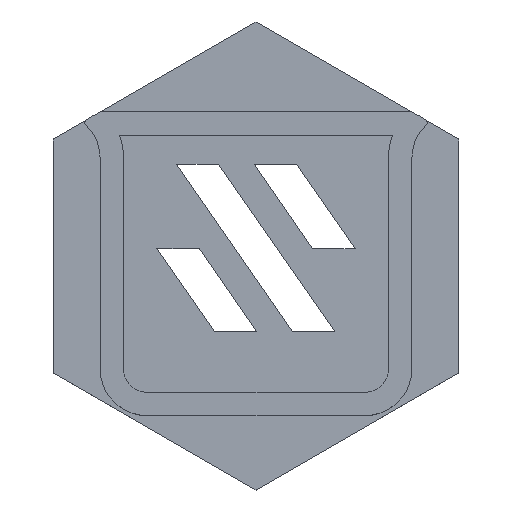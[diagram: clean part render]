
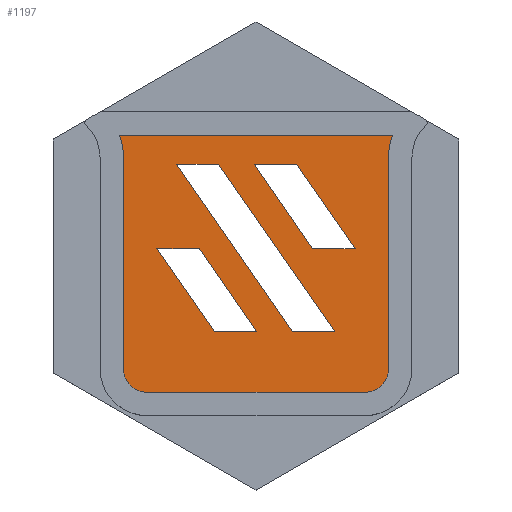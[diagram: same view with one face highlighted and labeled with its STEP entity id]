
A CAD part, top view. The second image highlights one B-rep face of the part: STEP entity #1197.
In plain terms, the highlighted planar face has unit normal (0, 0, 1).
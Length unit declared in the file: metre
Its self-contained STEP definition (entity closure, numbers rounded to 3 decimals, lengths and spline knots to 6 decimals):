
#27=CIRCLE('',#1275,0.0015);
#29=CIRCLE('',#1279,0.0045);
#31=CIRCLE('',#1283,0.0045);
#33=CIRCLE('',#1287,0.0015);
#199=ORIENTED_EDGE('',*,*,#480,.F.);
#200=ORIENTED_EDGE('',*,*,#481,.F.);
#201=ORIENTED_EDGE('',*,*,#482,.F.);
#202=ORIENTED_EDGE('',*,*,#483,.F.);
#203=ORIENTED_EDGE('',*,*,#484,.F.);
#204=ORIENTED_EDGE('',*,*,#485,.F.);
#205=ORIENTED_EDGE('',*,*,#486,.F.);
#206=ORIENTED_EDGE('',*,*,#487,.F.);
#207=ORIENTED_EDGE('',*,*,#488,.F.);
#208=ORIENTED_EDGE('',*,*,#489,.F.);
#209=ORIENTED_EDGE('',*,*,#490,.F.);
#210=ORIENTED_EDGE('',*,*,#491,.F.);
#211=ORIENTED_EDGE('',*,*,#456,.F.);
#212=ORIENTED_EDGE('',*,*,#453,.F.);
#213=ORIENTED_EDGE('',*,*,#450,.T.);
#214=ORIENTED_EDGE('',*,*,#447,.T.);
#215=ORIENTED_EDGE('',*,*,#444,.T.);
#216=ORIENTED_EDGE('',*,*,#441,.T.);
#217=ORIENTED_EDGE('',*,*,#438,.F.);
#218=ORIENTED_EDGE('',*,*,#435,.F.);
#435=EDGE_CURVE('',#598,#599,#702,.T.);
#438=EDGE_CURVE('',#599,#601,#27,.F.);
#441=EDGE_CURVE('',#603,#601,#706,.T.);
#444=EDGE_CURVE('',#605,#603,#29,.F.);
#447=EDGE_CURVE('',#607,#605,#710,.T.);
#450=EDGE_CURVE('',#609,#607,#31,.F.);
#453=EDGE_CURVE('',#609,#611,#714,.T.);
#456=EDGE_CURVE('',#611,#598,#33,.F.);
#480=EDGE_CURVE('',#625,#626,#736,.T.);
#481=EDGE_CURVE('',#627,#625,#737,.T.);
#482=EDGE_CURVE('',#628,#627,#738,.T.);
#483=EDGE_CURVE('',#626,#628,#739,.T.);
#484=EDGE_CURVE('',#629,#630,#740,.T.);
#485=EDGE_CURVE('',#631,#629,#741,.T.);
#486=EDGE_CURVE('',#632,#631,#742,.T.);
#487=EDGE_CURVE('',#630,#632,#743,.T.);
#488=EDGE_CURVE('',#633,#634,#744,.T.);
#489=EDGE_CURVE('',#635,#633,#745,.T.);
#490=EDGE_CURVE('',#636,#635,#746,.T.);
#491=EDGE_CURVE('',#634,#636,#747,.T.);
#598=VERTEX_POINT('',#1756);
#599=VERTEX_POINT('',#1758);
#601=VERTEX_POINT('',#1764);
#603=VERTEX_POINT('',#1770);
#605=VERTEX_POINT('',#1776);
#607=VERTEX_POINT('',#1782);
#609=VERTEX_POINT('',#1788);
#611=VERTEX_POINT('',#1794);
#625=VERTEX_POINT('',#1846);
#626=VERTEX_POINT('',#1847);
#627=VERTEX_POINT('',#1849);
#628=VERTEX_POINT('',#1851);
#629=VERTEX_POINT('',#1854);
#630=VERTEX_POINT('',#1855);
#631=VERTEX_POINT('',#1857);
#632=VERTEX_POINT('',#1859);
#633=VERTEX_POINT('',#1862);
#634=VERTEX_POINT('',#1863);
#635=VERTEX_POINT('',#1865);
#636=VERTEX_POINT('',#1867);
#702=LINE('',#1757,#848);
#706=LINE('',#1769,#852);
#710=LINE('',#1781,#856);
#714=LINE('',#1793,#860);
#736=LINE('',#1845,#882);
#737=LINE('',#1848,#883);
#738=LINE('',#1850,#884);
#739=LINE('',#1852,#885);
#740=LINE('',#1853,#886);
#741=LINE('',#1856,#887);
#742=LINE('',#1858,#888);
#743=LINE('',#1860,#889);
#744=LINE('',#1861,#890);
#745=LINE('',#1864,#891);
#746=LINE('',#1866,#892);
#747=LINE('',#1868,#893);
#848=VECTOR('',#1420,1.);
#852=VECTOR('',#1432,1.);
#856=VECTOR('',#1444,1.);
#860=VECTOR('',#1456,1.);
#882=VECTOR('',#1510,1.);
#883=VECTOR('',#1511,1.);
#884=VECTOR('',#1512,1.);
#885=VECTOR('',#1513,1.);
#886=VECTOR('',#1514,1.);
#887=VECTOR('',#1515,1.);
#888=VECTOR('',#1516,1.);
#889=VECTOR('',#1517,1.);
#890=VECTOR('',#1518,1.);
#891=VECTOR('',#1519,1.);
#892=VECTOR('',#1520,1.);
#893=VECTOR('',#1521,1.);
#995=EDGE_LOOP('',(#199,#200,#201,#202));
#996=EDGE_LOOP('',(#203,#204,#205,#206));
#997=EDGE_LOOP('',(#207,#208,#209,#210));
#998=EDGE_LOOP('',(#211,#212,#213,#214,#215,#216,#217,#218));
#1069=FACE_BOUND('',#995,.T.);
#1070=FACE_BOUND('',#996,.T.);
#1071=FACE_BOUND('',#997,.T.);
#1072=FACE_BOUND('',#998,.T.);
#1130=PLANE('',#1301);
#1197=ADVANCED_FACE('',(#1069,#1070,#1071,#1072),#1130,.T.);
#1275=AXIS2_PLACEMENT_3D('',#1763,#1425,#1426);
#1279=AXIS2_PLACEMENT_3D('',#1775,#1437,#1438);
#1283=AXIS2_PLACEMENT_3D('',#1787,#1449,#1450);
#1287=AXIS2_PLACEMENT_3D('',#1799,#1461,#1462);
#1301=AXIS2_PLACEMENT_3D('',#1844,#1508,#1509);
#1420=DIRECTION('',(-1.,0.,0.));
#1425=DIRECTION('',(0.,0.,1.));
#1426=DIRECTION('',(0.,-1.,0.));
#1432=DIRECTION('',(0.,-1.,0.));
#1437=DIRECTION('',(0.,0.,1.));
#1438=DIRECTION('',(0.,-1.,0.));
#1444=DIRECTION('',(-1.,0.,0.));
#1449=DIRECTION('',(0.,0.,1.));
#1450=DIRECTION('',(0.,-1.,0.));
#1456=DIRECTION('',(0.,-1.,0.));
#1461=DIRECTION('',(0.,0.,1.));
#1462=DIRECTION('',(0.,-1.,0.));
#1508=DIRECTION('',(0.,0.,1.));
#1509=DIRECTION('',(1.,0.,0.));
#1510=DIRECTION('',(0.568,-0.823,0.));
#1511=DIRECTION('',(-1.,0.,0.));
#1512=DIRECTION('',(-0.571,0.821,0.));
#1513=DIRECTION('',(1.,0.,0.));
#1514=DIRECTION('',(0.57,-0.822,0.));
#1515=DIRECTION('',(-1.,0.,0.));
#1516=DIRECTION('',(-0.567,0.824,0.));
#1517=DIRECTION('',(1.,0.,0.));
#1518=DIRECTION('',(0.569,-0.822,0.));
#1519=DIRECTION('',(-1.,0.,0.));
#1520=DIRECTION('',(-0.571,0.821,0.));
#1521=DIRECTION('',(1.,0.,0.));
#1756=CARTESIAN_POINT('',(0.134,0.3315,-0.036096));
#1757=CARTESIAN_POINT('',(0.127,0.3315,-0.036096));
#1758=CARTESIAN_POINT('',(0.12,0.3315,-0.036096));
#1763=CARTESIAN_POINT('',(0.12,0.333,-0.036096));
#1764=CARTESIAN_POINT('',(0.1185,0.333,-0.036096));
#1769=CARTESIAN_POINT('',(0.1185,0.165,-0.036096));
#1770=CARTESIAN_POINT('',(0.1185,0.3465,-0.036096));
#1775=CARTESIAN_POINT('',(0.114,0.3465,-0.036096));
#1776=CARTESIAN_POINT('',(0.118243,0.348,-0.036096));
#1781=CARTESIAN_POINT('',(0.127,0.348,-0.036096));
#1782=CARTESIAN_POINT('',(0.135757,0.348,-0.036096));
#1787=CARTESIAN_POINT('',(0.14,0.3465,-0.036096));
#1788=CARTESIAN_POINT('',(0.1355,0.3465,-0.036096));
#1793=CARTESIAN_POINT('',(0.1355,0.165,-0.036096));
#1794=CARTESIAN_POINT('',(0.1355,0.333,-0.036096));
#1799=CARTESIAN_POINT('',(0.134,0.333,-0.036096));
#1844=CARTESIAN_POINT('',(0.127,0.167,-0.036096));
#1845=CARTESIAN_POINT('',(0.128757,0.343422,-0.036096));
#1846=CARTESIAN_POINT('',(0.126892,0.346123,-0.036096));
#1847=CARTESIAN_POINT('',(0.130622,0.340721,-0.036096));
#1848=CARTESIAN_POINT('',(0.128249,0.346123,-0.036096));
#1849=CARTESIAN_POINT('',(0.129606,0.346123,-0.036096));
#1850=CARTESIAN_POINT('',(0.131484,0.343422,-0.036096));
#1851=CARTESIAN_POINT('',(0.133363,0.340721,-0.036096));
#1852=CARTESIAN_POINT('',(0.131992,0.340721,-0.036096));
#1853=CARTESIAN_POINT('',(0.12249,0.338049,-0.036096));
#1854=CARTESIAN_POINT('',(0.120637,0.340721,-0.036096));
#1855=CARTESIAN_POINT('',(0.124342,0.335377,-0.036096));
#1856=CARTESIAN_POINT('',(0.122,0.340721,-0.036096));
#1857=CARTESIAN_POINT('',(0.123363,0.340721,-0.036096));
#1858=CARTESIAN_POINT('',(0.125202,0.338049,-0.036096));
#1859=CARTESIAN_POINT('',(0.127042,0.335377,-0.036096));
#1860=CARTESIAN_POINT('',(0.125692,0.335377,-0.036096));
#1861=CARTESIAN_POINT('',(0.125621,0.34075,-0.036096));
#1862=CARTESIAN_POINT('',(0.121904,0.346123,-0.036096));
#1863=CARTESIAN_POINT('',(0.129339,0.335377,-0.036096));
#1864=CARTESIAN_POINT('',(0.123248,0.346123,-0.036096));
#1865=CARTESIAN_POINT('',(0.124592,0.346123,-0.036096));
#1866=CARTESIAN_POINT('',(0.128327,0.34075,-0.036096));
#1867=CARTESIAN_POINT('',(0.132061,0.335377,-0.036096));
#1868=CARTESIAN_POINT('',(0.1307,0.335377,-0.036096));
